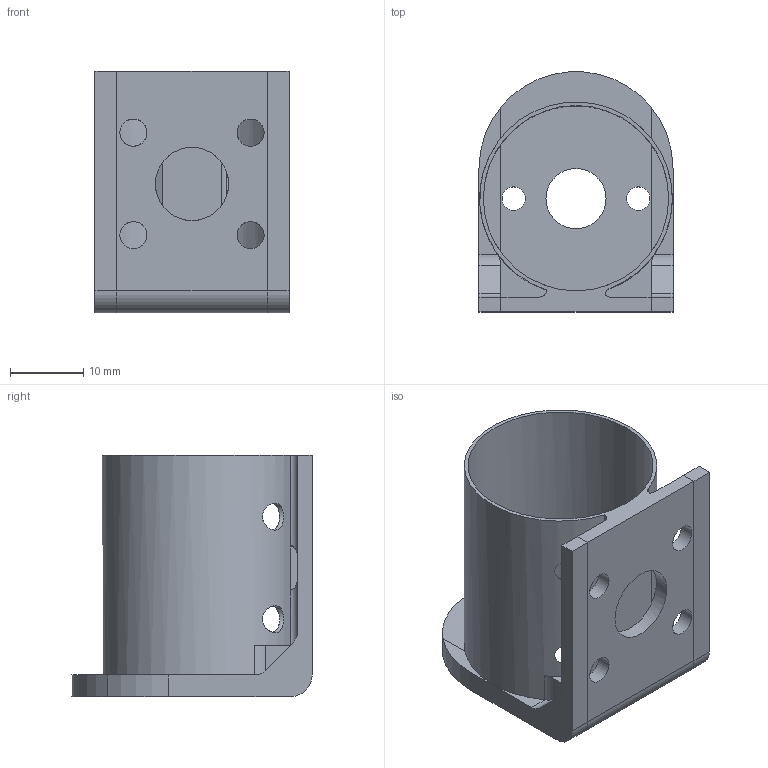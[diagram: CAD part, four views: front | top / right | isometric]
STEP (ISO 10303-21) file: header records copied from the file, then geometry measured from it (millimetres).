
FILE_DESCRIPTION(/* description */ (''),/* implementation_level */ '2;1');
FILE_NAME(/* name */ '',/* time_stamp */ '2025-04-18T19:16:09+03:00',/* author */ ('I9232'),/* organization */ (''),/* preprocessor_version */ 'ST-DEVELOPER v19.2',/* originating_system */ 'Autodesk Inventor 2023',/* authorisation */ '');
FILE_SCHEMA (('AUTOMOTIVE_DESIGN { 1 0 10303 214 3 1 1 }'));
Length unit declared in the file: millimetre
Products named in the file (1): Уголок крепления 
мотора
Bounding box: 26.5 x 32.8 x 33 mm (x, y, z)
Volume: 5013.3 mm3; surface area: 8534.7 mm2
Topology: 3 solids, 3 shells, 63 faces, 179 edges, 116 vertices
Faces by surface type: plane 32, cylinder 31
Full cylindrical faces by diameter (mm): 3.2 x2, 3.7 x8, 8.2 x1, 10 x1, 25.3 x1
Entity records: 2460 total; most frequent: CARTESIAN_POINT 687, ORIENTED_EDGE 358, DIRECTION 357, EDGE_CURVE 179, AXIS2_PLACEMENT_3D 126, VERTEX_POINT 116, LINE 105, VECTOR 105
